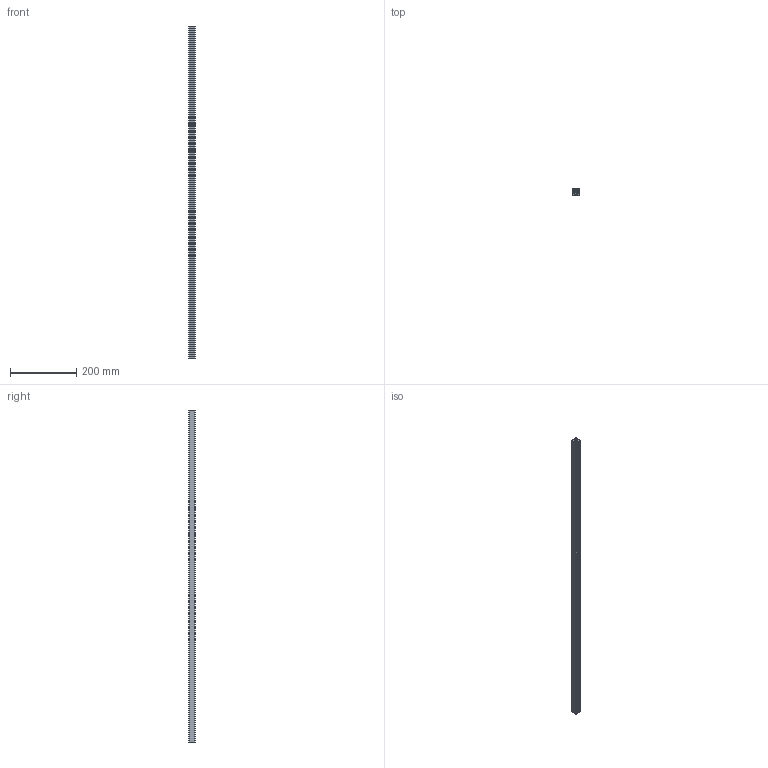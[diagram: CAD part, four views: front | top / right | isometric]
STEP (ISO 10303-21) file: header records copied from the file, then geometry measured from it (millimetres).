
FILE_DESCRIPTION(/* description */ (''),/* implementation_level */ '2;1');
FILE_NAME(/* name */ '82029_KriTec_Profil_6_20x20_1N.stp',/* time_stamp */ '2020-09-02T10:59:54+02:00',/* author */ ('Nell'),/* organization */ (''),/* preprocessor_version */ 'ST-DEVELOPER v17',/* originating_system */ 'Autodesk Inventor 2018',/* authorisation */ '');
FILE_SCHEMA (('AUTOMOTIVE_DESIGN { 1 0 10303 214 3 1 1 }'));
Length unit declared in the file: millimetre
Products named in the file (1): 82029_KriTec_Profil_6_20x20_1N
Bounding box: 20 x 20 x 1000 mm (x, y, z)
Volume: 173547.4 mm3; surface area: 192434.3 mm2
Topology: 1 solids, 1 shells, 74 faces, 216 edges, 144 vertices
Faces by surface type: plane 66, cylinder 8
Entity records: 2463 total; most frequent: CARTESIAN_POINT 435, ORIENTED_EDGE 432, DIRECTION 382, EDGE_CURVE 216, LINE 200, VECTOR 200, VERTEX_POINT 144, AXIS2_PLACEMENT_3D 91
